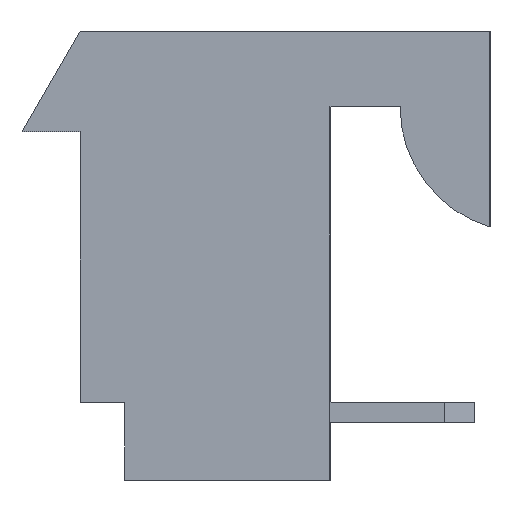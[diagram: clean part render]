
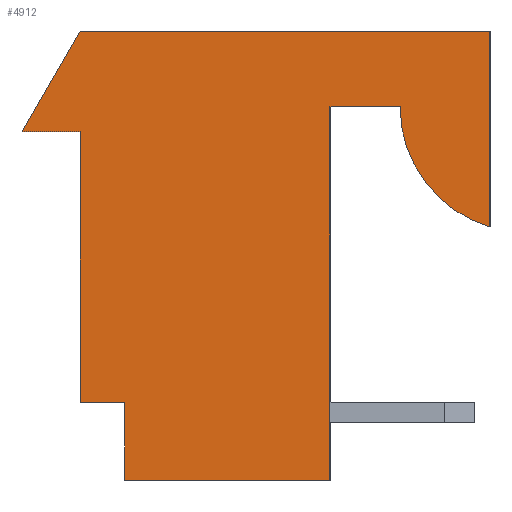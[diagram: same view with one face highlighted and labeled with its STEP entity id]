
A CAD part, left-side view. The second image highlights one B-rep face of the part: STEP entity #4912.
In plain terms, the highlighted planar face has unit normal (-1, 0, 0).
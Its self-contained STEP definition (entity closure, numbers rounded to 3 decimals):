
#1=DIRECTION('',(0.,0.,1.));
#2=VECTOR('',#1,6.88);
#3=CARTESIAN_POINT('',(-19.76,10.414,-9.42));
#4=LINE('',#3,#2);
#5=DIRECTION('',(0.,-1.,0.));
#6=VECTOR('',#5,1.473);
#7=CARTESIAN_POINT('',(-19.76,11.887,-2.54));
#8=LINE('',#7,#6);
#9=DIRECTION('',(0.,0.502,-0.865));
#10=VECTOR('',#9,2.936);
#11=CARTESIAN_POINT('',(-19.76,10.414,0.));
#12=LINE('',#11,#10);
#13=DIRECTION('',(0.,-1.,0.));
#14=VECTOR('',#13,10.414);
#15=CARTESIAN_POINT('',(-19.76,10.414,0.));
#16=LINE('',#15,#14);
#17=DIRECTION('',(0.,0.,-1.));
#18=VECTOR('',#17,4.961);
#19=CARTESIAN_POINT('',(-19.76,0.,0.));
#20=LINE('',#19,#18);
#21=CARTESIAN_POINT('',(-19.76,-0.896,-1.91));
#22=DIRECTION('',(1.,0.,0.));
#23=DIRECTION('',(0.,0.282,-0.959));
#24=AXIS2_PLACEMENT_3D('',#21,#22,#23);
#26=DIRECTION('',(0.,1.,0.));
#27=VECTOR('',#26,1.78);
#28=CARTESIAN_POINT('',(-19.76,2.284,-1.91));
#29=LINE('',#28,#27);
#30=DIRECTION('',(0.,0.,-1.));
#31=VECTOR('',#30,9.49);
#32=CARTESIAN_POINT('',(-19.76,4.064,-1.91));
#33=LINE('',#32,#31);
#34=DIRECTION('',(0.,1.,0.));
#35=VECTOR('',#34,5.21);
#36=CARTESIAN_POINT('',(-19.76,4.064,-11.4));
#37=LINE('',#36,#35);
#38=DIRECTION('',(0.,0.,1.));
#39=VECTOR('',#38,1.98);
#40=CARTESIAN_POINT('',(-19.76,9.274,-11.4));
#41=LINE('',#40,#39);
#42=DIRECTION('',(0.,1.,0.));
#43=VECTOR('',#42,1.14);
#44=CARTESIAN_POINT('',(-19.76,9.274,-9.42));
#45=LINE('',#44,#43);
#3703=CARTESIAN_POINT('',(-19.76,0.,0.));
#3704=CARTESIAN_POINT('',(-19.76,0.,-4.961));
#3705=VERTEX_POINT('',#3703);
#3706=VERTEX_POINT('',#3704);
#3707=CARTESIAN_POINT('',(-19.76,2.284,-1.91));
#3708=CARTESIAN_POINT('',(-19.76,4.064,-1.91));
#3709=VERTEX_POINT('',#3707);
#3710=VERTEX_POINT('',#3708);
#3711=CARTESIAN_POINT('',(-19.76,4.064,-11.4));
#3712=VERTEX_POINT('',#3711);
#3713=CARTESIAN_POINT('',(-19.76,9.274,-11.4));
#3714=VERTEX_POINT('',#3713);
#3715=CARTESIAN_POINT('',(-19.76,9.274,-9.42));
#3716=VERTEX_POINT('',#3715);
#3717=CARTESIAN_POINT('',(-19.76,10.414,-9.42));
#3718=VERTEX_POINT('',#3717);
#4119=CARTESIAN_POINT('',(-19.76,10.414,-2.54));
#4120=VERTEX_POINT('',#4119);
#4121=CARTESIAN_POINT('',(-19.76,10.414,0.));
#4122=VERTEX_POINT('',#4121);
#4136=CARTESIAN_POINT('',(-19.76,11.887,-2.54));
#4138=VERTEX_POINT('',#4136);
#4883=CARTESIAN_POINT('',(-19.76,0.,0.));
#4884=DIRECTION('',(1.,0.,0.));
#4885=DIRECTION('',(0.,0.,-1.));
#4886=AXIS2_PLACEMENT_3D('',#4883,#4884,#4885);
#4887=PLANE('',#4886);
#4889=ORIENTED_EDGE('',*,*,#4888,.T.);
#4891=ORIENTED_EDGE('',*,*,#4890,.F.);
#4893=ORIENTED_EDGE('',*,*,#4892,.F.);
#4895=ORIENTED_EDGE('',*,*,#4894,.T.);
#4897=ORIENTED_EDGE('',*,*,#4896,.T.);
#4899=ORIENTED_EDGE('',*,*,#4898,.T.);
#4901=ORIENTED_EDGE('',*,*,#4900,.T.);
#4903=ORIENTED_EDGE('',*,*,#4902,.T.);
#4905=ORIENTED_EDGE('',*,*,#4904,.T.);
#4907=ORIENTED_EDGE('',*,*,#4906,.T.);
#4909=ORIENTED_EDGE('',*,*,#4908,.T.);
#4910=EDGE_LOOP('',(#4889,#4891,#4893,#4895,#4897,#4899,#4901,#4903,#4905,#4907,
#4909));
#4911=FACE_OUTER_BOUND('',#4910,.F.);
#4912=ADVANCED_FACE('',(#4911),#4887,.F.);
#25=CIRCLE('',#24,3.18);
#4888=EDGE_CURVE('',#3718,#4120,#4,.T.);
#4890=EDGE_CURVE('',#4138,#4120,#8,.T.);
#4892=EDGE_CURVE('',#4122,#4138,#12,.T.);
#4894=EDGE_CURVE('',#4122,#3705,#16,.T.);
#4896=EDGE_CURVE('',#3705,#3706,#20,.T.);
#4898=EDGE_CURVE('',#3706,#3709,#25,.T.);
#4900=EDGE_CURVE('',#3709,#3710,#29,.T.);
#4902=EDGE_CURVE('',#3710,#3712,#33,.T.);
#4904=EDGE_CURVE('',#3712,#3714,#37,.T.);
#4906=EDGE_CURVE('',#3714,#3716,#41,.T.);
#4908=EDGE_CURVE('',#3716,#3718,#45,.T.);
